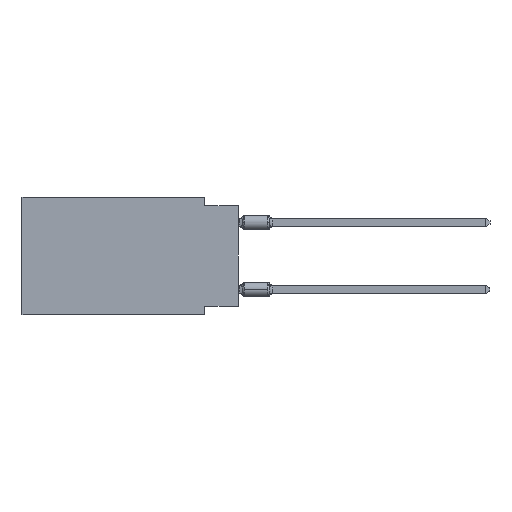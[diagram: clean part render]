
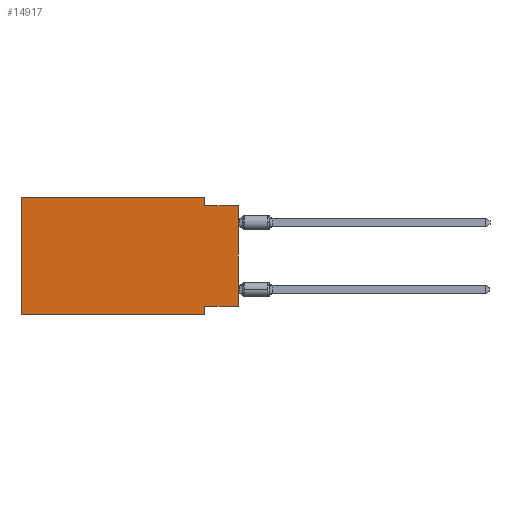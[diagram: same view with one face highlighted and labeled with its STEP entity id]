
A CAD part, left-side view. The second image highlights one B-rep face of the part: STEP entity #14917.
In plain terms, the highlighted planar face has unit normal (-1, 0, 0).
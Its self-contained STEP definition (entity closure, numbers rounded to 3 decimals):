
#787 = CARTESIAN_POINT ( 'NONE',  ( 0., 2.54, -8.89 ) ) ;
#910 = VERTEX_POINT ( 'NONE', #787 ) ;
#1106 = CARTESIAN_POINT ( 'NONE',  ( 0., 16.383, 0. ) ) ;
#1797 = PLANE ( 'NONE',  #4087 ) ;
#2135 = LINE ( 'NONE', #15867, #10770 ) ;
#2155 = CARTESIAN_POINT ( 'NONE',  ( 0., 0., -0.635 ) ) ;
#2250 = DIRECTION ( 'NONE',  ( 0., 0., -1. ) ) ;
#2387 = CARTESIAN_POINT ( 'NONE',  ( 0., 2.54, 0. ) ) ;
#2521 = LINE ( 'NONE', #16236, #11194 ) ;
#2858 = EDGE_CURVE ( 'NONE', #15730, #910, #12861, .T. ) ;
#3166 = LINE ( 'NONE', #2155, #18543 ) ;
#3463 = EDGE_CURVE ( 'NONE', #15310, #910, #8798, .T. ) ;
#3762 = DIRECTION ( 'NONE',  ( 0., -1., 0. ) ) ;
#4087 = AXIS2_PLACEMENT_3D ( 'NONE', #7854, #12694, #9672 ) ;
#4709 = EDGE_CURVE ( 'NONE', #5142, #9668, #13614, .T. ) ;
#5119 = VERTEX_POINT ( 'NONE', #15600 ) ;
#5142 = VERTEX_POINT ( 'NONE', #19933 ) ;
#5198 = CARTESIAN_POINT ( 'NONE',  ( 0., 0., -0.635 ) ) ;
#5391 = VECTOR ( 'NONE', #16832, 1000. ) ;
#5526 = ORIENTED_EDGE ( 'NONE', *, *, #10895, .T. ) ;
#5844 = DIRECTION ( 'NONE',  ( 0., -1., 0. ) ) ;
#7331 = VERTEX_POINT ( 'NONE', #7694 ) ;
#7556 = LINE ( 'NONE', #1106, #5391 ) ;
#7694 = CARTESIAN_POINT ( 'NONE',  ( 0., 0., -8.255 ) ) ;
#7854 = CARTESIAN_POINT ( 'NONE',  ( 0., 16.383, 0. ) ) ;
#8000 = CARTESIAN_POINT ( 'NONE',  ( 0., 2.54, 0. ) ) ;
#8053 = EDGE_CURVE ( 'NONE', #5119, #19894, #3166, .T. ) ;
#8155 = FACE_OUTER_BOUND ( 'NONE', #14915, .T. ) ;
#8303 = DIRECTION ( 'NONE',  ( 0., 0., 1. ) ) ;
#8657 = LINE ( 'NONE', #2387, #10198 ) ;
#8798 = LINE ( 'NONE', #13142, #15476 ) ;
#8842 = VECTOR ( 'NONE', #2250, 1000. ) ;
#9668 = VERTEX_POINT ( 'NONE', #8000 ) ;
#9672 = DIRECTION ( 'NONE',  ( 0., 0., -1. ) ) ;
#9968 = ORIENTED_EDGE ( 'NONE', *, *, #4709, .F. ) ;
#10198 = VECTOR ( 'NONE', #11578, 1000. ) ;
#10432 = ORIENTED_EDGE ( 'NONE', *, *, #17027, .F. ) ;
#10594 = CARTESIAN_POINT ( 'NONE',  ( 0., 16.383, 0. ) ) ;
#10770 = VECTOR ( 'NONE', #8303, 1000. ) ;
#10895 = EDGE_CURVE ( 'NONE', #7331, #19894, #2135, .T. ) ;
#11194 = VECTOR ( 'NONE', #17749, 1000. ) ;
#11578 = DIRECTION ( 'NONE',  ( 0., 0., -1. ) ) ;
#11618 = DIRECTION ( 'NONE',  ( 0., -1., 0. ) ) ;
#11669 = VECTOR ( 'NONE', #5844, 1000. ) ;
#12694 = DIRECTION ( 'NONE',  ( 1., 0., 0. ) ) ;
#12861 = LINE ( 'NONE', #15986, #8842 ) ;
#13142 = CARTESIAN_POINT ( 'NONE',  ( 0., 16.383, -8.89 ) ) ;
#13614 = LINE ( 'NONE', #10594, #11669 ) ;
#13909 = ORIENTED_EDGE ( 'NONE', *, *, #8053, .F. ) ;
#14847 = CARTESIAN_POINT ( 'NONE',  ( 0., 2.54, -8.255 ) ) ;
#14915 = EDGE_LOOP ( 'NONE', ( #5526, #13909, #10432, #9968, #19884, #19520, #18482, #17143 ) ) ;
#14917 = ADVANCED_FACE ( 'NONE', ( #8155 ), #1797, .F. ) ;
#15310 = VERTEX_POINT ( 'NONE', #17316 ) ;
#15476 = VECTOR ( 'NONE', #11618, 1000. ) ;
#15600 = CARTESIAN_POINT ( 'NONE',  ( 0., 2.54, -0.635 ) ) ;
#15730 = VERTEX_POINT ( 'NONE', #14847 ) ;
#15867 = CARTESIAN_POINT ( 'NONE',  ( 0., 0., 0. ) ) ;
#15986 = CARTESIAN_POINT ( 'NONE',  ( 0., 2.54, -8.89 ) ) ;
#16236 = CARTESIAN_POINT ( 'NONE',  ( 0., 0., -8.255 ) ) ;
#16832 = DIRECTION ( 'NONE',  ( 0., 0., 1. ) ) ;
#17027 = EDGE_CURVE ( 'NONE', #9668, #5119, #8657, .T. ) ;
#17143 = ORIENTED_EDGE ( 'NONE', *, *, #18264, .F. ) ;
#17316 = CARTESIAN_POINT ( 'NONE',  ( 0., 16.383, -8.89 ) ) ;
#17749 = DIRECTION ( 'NONE',  ( 0., 1., 0. ) ) ;
#18264 = EDGE_CURVE ( 'NONE', #7331, #15730, #2521, .T. ) ;
#18387 = EDGE_CURVE ( 'NONE', #15310, #5142, #7556, .T. ) ;
#18482 = ORIENTED_EDGE ( 'NONE', *, *, #2858, .F. ) ;
#18543 = VECTOR ( 'NONE', #3762, 1000. ) ;
#19520 = ORIENTED_EDGE ( 'NONE', *, *, #3463, .T. ) ;
#19884 = ORIENTED_EDGE ( 'NONE', *, *, #18387, .F. ) ;
#19894 = VERTEX_POINT ( 'NONE', #5198 ) ;
#19933 = CARTESIAN_POINT ( 'NONE',  ( 0., 16.383, 0. ) ) ;
